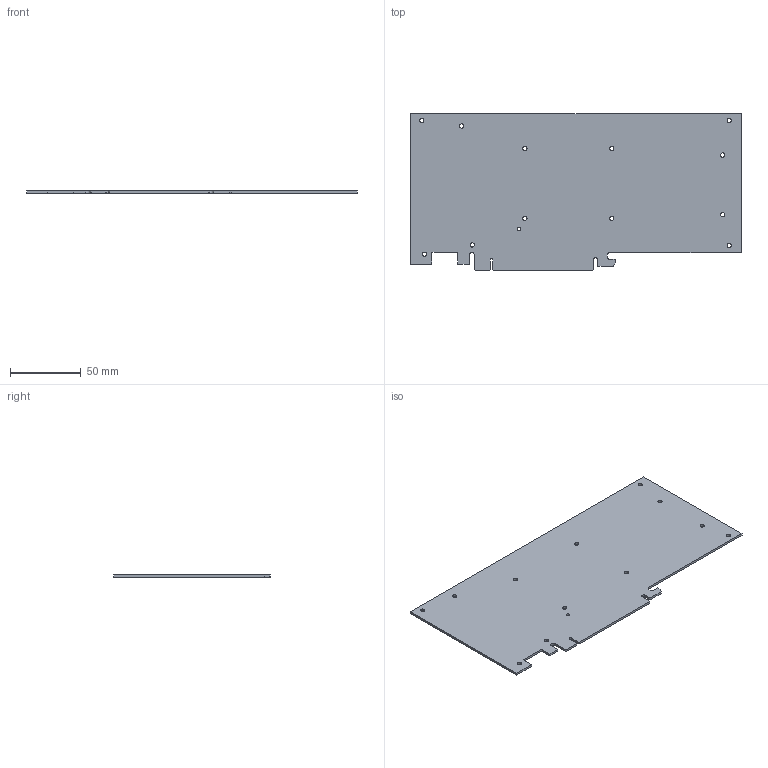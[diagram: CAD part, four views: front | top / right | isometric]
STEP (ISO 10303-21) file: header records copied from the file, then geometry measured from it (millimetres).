
FILE_DESCRIPTION (( 'STEP AP214' ), '1' );
FILE_NAME ('VCU1525_PCB_SIMPLE.STEP', '2018-12-01T01:39:44', ( '' ), ( '' ), 'SwSTEP 2.0', 'SolidWorks 2018', '' );
FILE_SCHEMA (( 'AUTOMOTIVE_DESIGN' ));
Length unit declared in the file: millimetre
Products named in the file (1): VCU1525_PCB_SIMPLE
Bounding box: 234 x 111.15 x 1.63 mm (x, y, z)
Volume: 39705.5 mm3; surface area: 50025.5 mm2
Topology: 1 solids, 1 shells, 60 faces, 174 edges, 116 vertices
Faces by surface type: cylinder 31, plane 29
Entity records: 2086 total; most frequent: DIRECTION 358, CARTESIAN_POINT 351, ORIENTED_EDGE 348, EDGE_CURVE 174, AXIS2_PLACEMENT_3D 123, VERTEX_POINT 116, LINE 112, VECTOR 112
